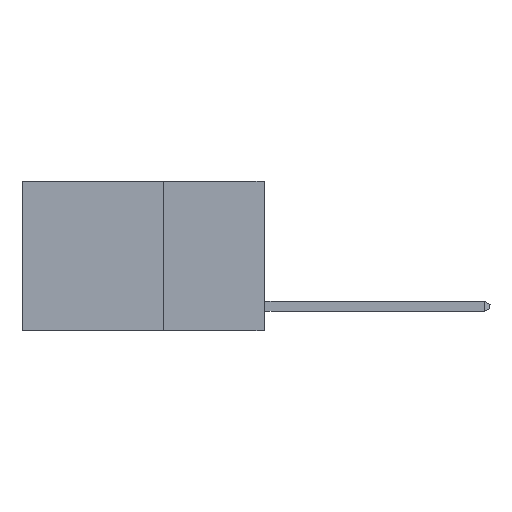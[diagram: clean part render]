
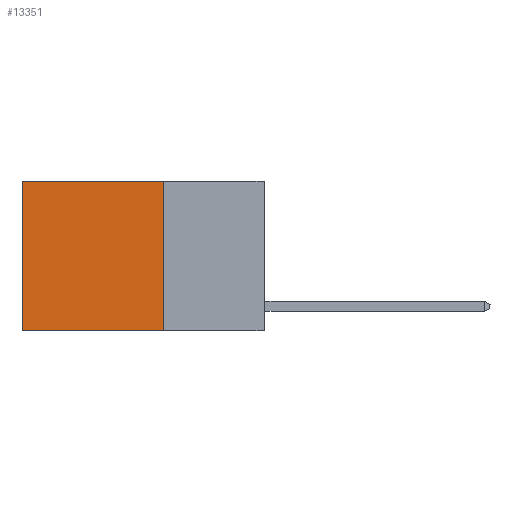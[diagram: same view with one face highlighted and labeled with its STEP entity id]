
A CAD part, left-side view. The second image highlights one B-rep face of the part: STEP entity #13351.
In plain terms, the highlighted planar face has unit normal (-1, 0, 0).
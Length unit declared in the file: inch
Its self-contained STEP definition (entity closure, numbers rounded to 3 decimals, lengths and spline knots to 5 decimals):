
#1548 = LINE ( 'NONE', #13141, #17680 ) ;
#2232 = EDGE_CURVE ( 'NONE', #13699, #13244, #5854, .T. ) ;
#2717 = DIRECTION ( 'NONE',  ( 0., 0., -1. ) ) ;
#2745 = EDGE_CURVE ( 'NONE', #13895, #18424, #6529, .T. ) ;
#2898 = LINE ( 'NONE', #17881, #10429 ) ;
#3263 = CARTESIAN_POINT ( 'NONE',  ( 0.2625, 0.25, 0. ) ) ;
#3288 = AXIS2_PLACEMENT_3D ( 'NONE', #3263, #15121, #15023 ) ;
#3719 = EDGE_LOOP ( 'NONE', ( #9060, #18847, #6194, #8915 ) ) ;
#4987 = CARTESIAN_POINT ( 'NONE',  ( 0.2625, 0.6, 0. ) ) ;
#5854 = LINE ( 'NONE', #17736, #11271 ) ;
#6151 = DIRECTION ( 'NONE',  ( 0., 1., 0. ) ) ;
#6194 = ORIENTED_EDGE ( 'NONE', *, *, #18644, .F. ) ;
#6480 = FACE_OUTER_BOUND ( 'NONE', #3719, .T. ) ;
#6529 = LINE ( 'NONE', #18406, #7232 ) ;
#7232 = VECTOR ( 'NONE', #13815, 39.37008 ) ;
#8915 = ORIENTED_EDGE ( 'NONE', *, *, #2232, .T. ) ;
#9060 = ORIENTED_EDGE ( 'NONE', *, *, #11012, .T. ) ;
#9351 = CARTESIAN_POINT ( 'NONE',  ( 0.2625, 0.25, 0. ) ) ;
#10429 = VECTOR ( 'NONE', #14757, 39.37008 ) ;
#11012 = EDGE_CURVE ( 'NONE', #13244, #18424, #1548, .T. ) ;
#11271 = VECTOR ( 'NONE', #6151, 39.37008 ) ;
#13141 = CARTESIAN_POINT ( 'NONE',  ( 0.2625, 0.6, 0. ) ) ;
#13244 = VERTEX_POINT ( 'NONE', #4987 ) ;
#13351 = ADVANCED_FACE ( 'NONE', ( #6480 ), #18356, .F. ) ;
#13699 = VERTEX_POINT ( 'NONE', #9351 ) ;
#13815 = DIRECTION ( 'NONE',  ( 0., 1., 0. ) ) ;
#13895 = VERTEX_POINT ( 'NONE', #15674 ) ;
#14757 = DIRECTION ( 'NONE',  ( 0., 0., -1. ) ) ;
#15023 = DIRECTION ( 'NONE',  ( 0., 0., -1. ) ) ;
#15121 = DIRECTION ( 'NONE',  ( 1., 0., 0. ) ) ;
#15674 = CARTESIAN_POINT ( 'NONE',  ( 0.2625, 0.25, -0.37 ) ) ;
#17597 = CARTESIAN_POINT ( 'NONE',  ( 0.2625, 0.6, -0.37 ) ) ;
#17680 = VECTOR ( 'NONE', #2717, 39.37008 ) ;
#17736 = CARTESIAN_POINT ( 'NONE',  ( 0.2625, 0.25, 0. ) ) ;
#17881 = CARTESIAN_POINT ( 'NONE',  ( 0.2625, 0.25, 0. ) ) ;
#18356 = PLANE ( 'NONE',  #3288 ) ;
#18406 = CARTESIAN_POINT ( 'NONE',  ( 0.2625, 0.25, -0.37 ) ) ;
#18424 = VERTEX_POINT ( 'NONE', #17597 ) ;
#18644 = EDGE_CURVE ( 'NONE', #13699, #13895, #2898, .T. ) ;
#18847 = ORIENTED_EDGE ( 'NONE', *, *, #2745, .F. ) ;
